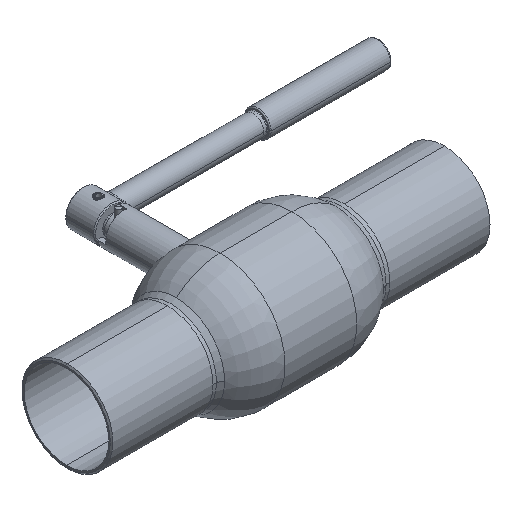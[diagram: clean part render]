
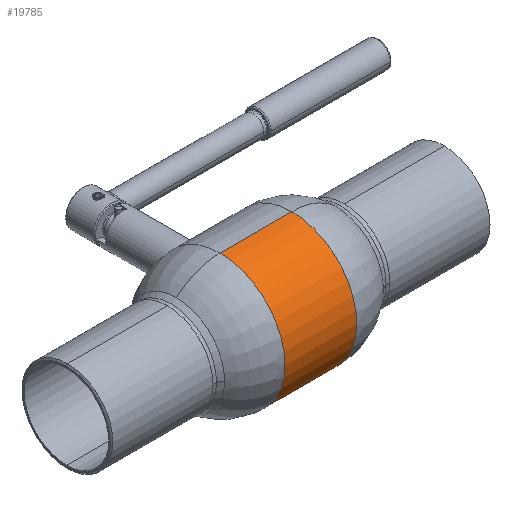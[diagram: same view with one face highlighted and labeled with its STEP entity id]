
A CAD part, isometric view. The second image highlights one B-rep face of the part: STEP entity #19785.
In plain terms, the highlighted cylindrical face has radius 63.5 mm (diameter 127 mm), a partial arc.
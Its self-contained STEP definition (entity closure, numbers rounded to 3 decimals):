
#1206 = CYLINDRICAL_SURFACE ( 'NONE', #1321, 63.5 ) ;
#1221 = FACE_OUTER_BOUND ( 'NONE', #19786, .T. ) ;
#1222 = DIRECTION ( 'NONE',  ( 0., 0., 1. ) ) ;
#1223 = DIRECTION ( 'NONE',  ( -1., 0., 0. ) ) ;
#1224 = CARTESIAN_POINT ( 'NONE',  ( 35.139, 0., 0. ) ) ;
#1225 = AXIS2_PLACEMENT_3D ( 'NONE', #1224, #1223, #1222 ) ;
#1231 = CIRCLE ( 'NONE', #1225, 63.5 ) ;
#1318 = DIRECTION ( 'NONE',  ( 0., 0., 1. ) ) ;
#1319 = DIRECTION ( 'NONE',  ( -1., 0., 0. ) ) ;
#1320 = CARTESIAN_POINT ( 'NONE',  ( -82.418, 0., 0. ) ) ;
#1321 = AXIS2_PLACEMENT_3D ( 'NONE', #1320, #1319, #1318 ) ;
#1393 = LINE ( 'NONE', #1419, #1418 ) ;
#1394 = CARTESIAN_POINT ( 'NONE',  ( 35.139, 0., -63.5 ) ) ;
#1395 = CARTESIAN_POINT ( 'NONE',  ( 35.139, 0., 63.5 ) ) ;
#1417 = DIRECTION ( 'NONE',  ( -1., 0., 0. ) ) ;
#1418 = VECTOR ( 'NONE', #1417, 1000. ) ;
#1419 = CARTESIAN_POINT ( 'NONE',  ( -82.418, 0., -63.5 ) ) ;
#1462 = DIRECTION ( 'NONE',  ( -1., 0., 0. ) ) ;
#1463 = VECTOR ( 'NONE', #1462, 1000. ) ;
#1464 = CARTESIAN_POINT ( 'NONE',  ( -82.418, 0., 63.5 ) ) ;
#1465 = LINE ( 'NONE', #1464, #1463 ) ;
#1504 = CARTESIAN_POINT ( 'NONE',  ( -35.139, 0., -63.5 ) ) ;
#1619 = CARTESIAN_POINT ( 'NONE',  ( -35.139, 0., 63.5 ) ) ;
#2354 = CARTESIAN_POINT ( 'NONE',  ( -35.139, 0., 0. ) ) ;
#2355 = AXIS2_PLACEMENT_3D ( 'NONE', #2354, #3495, #3494 ) ;
#3094 = CIRCLE ( 'NONE', #2355, 63.5 ) ;
#3494 = DIRECTION ( 'NONE',  ( 0., 0., 1. ) ) ;
#3495 = DIRECTION ( 'NONE',  ( -1., 0., 0. ) ) ;
#19784 = EDGE_CURVE ( 'NONE', #19824, #19823, #1231, .T. ) ;
#19785 = ADVANCED_FACE ( 'NONE', ( #1221 ), #1206, .T. ) ;
#19786 = EDGE_LOOP ( 'NONE', ( #19787, #19788, #20001, #20002 ) ) ;
#19787 = ORIENTED_EDGE ( 'NONE', *, *, #19826, .F. ) ;
#19788 = ORIENTED_EDGE ( 'NONE', *, *, #19784, .T. ) ;
#19818 = EDGE_CURVE ( 'NONE', #19823, #19845, #1465, .T. ) ;
#19823 = VERTEX_POINT ( 'NONE', #1395 ) ;
#19824 = VERTEX_POINT ( 'NONE', #1394 ) ;
#19826 = EDGE_CURVE ( 'NONE', #19824, #19846, #1393, .T. ) ;
#19845 = VERTEX_POINT ( 'NONE', #1619 ) ;
#19846 = VERTEX_POINT ( 'NONE', #1504 ) ;
#20001 = ORIENTED_EDGE ( 'NONE', *, *, #19818, .T. ) ;
#20002 = ORIENTED_EDGE ( 'NONE', *, *, #20003, .F. ) ;
#20003 = EDGE_CURVE ( 'NONE', #19846, #19845, #3094, .T. ) ;
